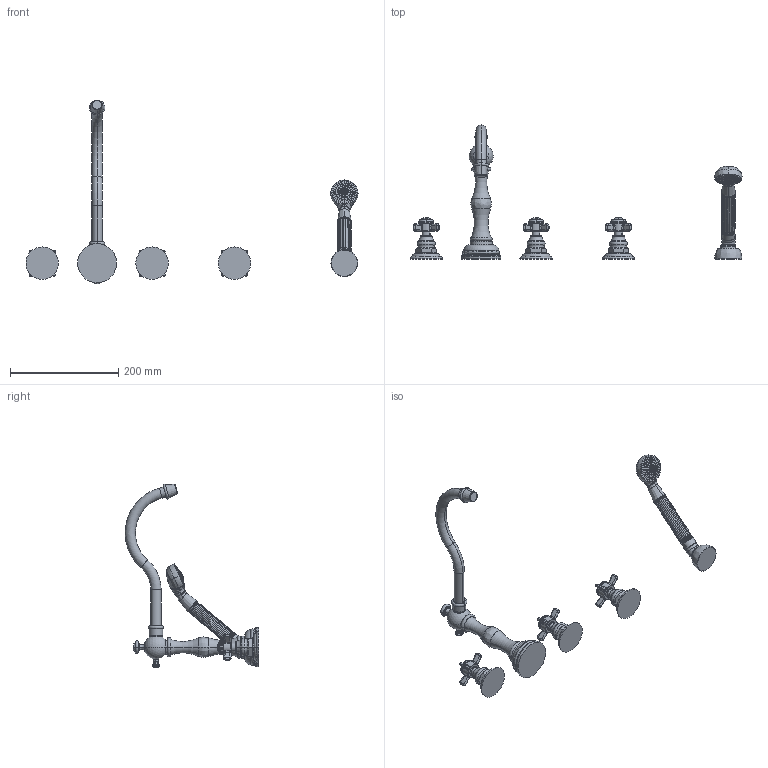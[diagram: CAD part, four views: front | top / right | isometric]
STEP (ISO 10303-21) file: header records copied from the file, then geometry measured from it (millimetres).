
FILE_DESCRIPTION((''),'2;1');
FILE_NAME('3-1007_SW0003','2021-03-17T09:46:53',('jinson.thomas'),(''),'CREO PARAMETRIC BY PTC INC, 2018400','CREO PARAMETRIC BY PTC INC, 2018400','');
FILE_SCHEMA(('CONFIG_CONTROL_DESIGN'));
Length unit declared in the file: inch
Products named in the file (1): 3-1007_SW0003
Bounding box: 614 x 247.51 x 340.23 mm (x, y, z)
Volume: 694131.7 mm3; surface area: 127079.8 mm2
Topology: 5 solids, 5 shells, 1694 faces, 4319 edges, 2710 vertices
Faces by surface type: plane 535, cylinder 511, bspline 290, torus 184, cone 84, sphere 70, extrusion 20
Entity records: 77731 total; most frequent: CARTESIAN_POINT 39170, ORIENTED_EDGE 8622, DIRECTION 7390, EDGE_CURVE 4311, AXIS2_PLACEMENT_3D 3143, VERTEX_POINT 2710, EDGE_LOOP 1827, CIRCLE 1759
